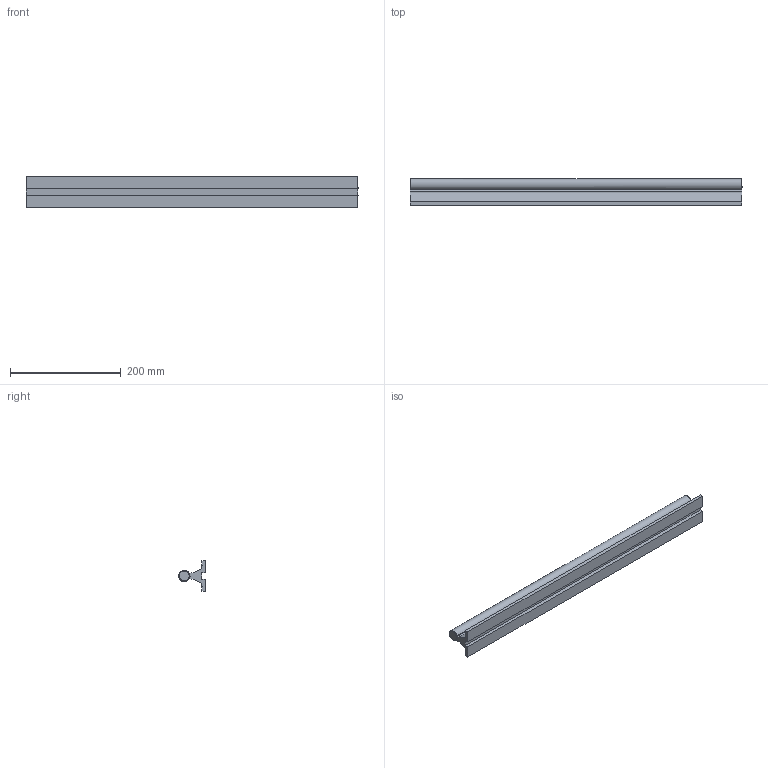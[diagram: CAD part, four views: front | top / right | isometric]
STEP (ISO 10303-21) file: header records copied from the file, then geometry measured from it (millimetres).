
FILE_DESCRIPTION ((), '1');
FILE_NAME ('WS50-020.stp', '2019-01-04T12:49:16', ('Unknown'), ('Unknown'), 'HarmonyWare STEP v2.0.5', 'Vectorworks', '');
FILE_SCHEMA (('CONFIG_CONTROL_DESIGN'));
Length unit declared in the file: millimetre
Products named in the file (3): NONE
Assembly tree (2 placements, depth 2):
  NONE
    NONE
    NONE
Bounding box: 600 x 48 x 56 mm (x, y, z)
Volume: 564592.7 mm3; surface area: 141442.5 mm2
Topology: 2 solids, 2 shells, 30 faces, 81 edges, 55 vertices
Faces by surface type: bspline 30
Entity records: 1263 total; most frequent: CARTESIAN_POINT 425, ORIENTED_EDGE 162, EDGE_CURVE 81, B_SPLINE_CURVE_WITH_KNOTS 72, VERTEX_POINT 55, EDGE_LOOP 30, FACE_OUTER_BOUND 30, ADVANCED_FACE 30
